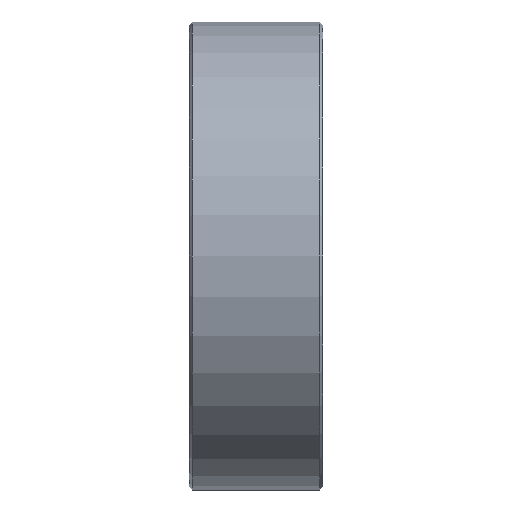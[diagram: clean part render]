
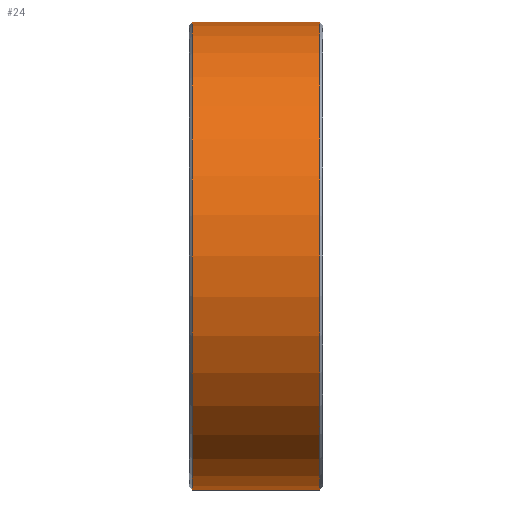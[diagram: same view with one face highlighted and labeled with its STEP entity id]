
A CAD part, left-side view. The second image highlights one B-rep face of the part: STEP entity #24.
In plain terms, the highlighted cylindrical face has radius 7 mm (diameter 14 mm), a partial arc.
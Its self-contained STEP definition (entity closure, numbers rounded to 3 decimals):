
#24 = ADVANCED_FACE ( 'NONE', ( #135 ), #571, .T. ) ;
#34 = EDGE_CURVE ( 'NONE', #623, #298, #973, .T. ) ;
#62 = LINE ( 'NONE', #366, #438 ) ;
#127 = CARTESIAN_POINT ( 'NONE',  ( 0., 1.9, -7. ) ) ;
#135 = FACE_OUTER_BOUND ( 'NONE', #718, .T. ) ;
#144 = VECTOR ( 'NONE', #158, 1000. ) ;
#151 = CIRCLE ( 'NONE', #547, 7. ) ;
#158 = DIRECTION ( 'NONE',  ( 0., -1., 0. ) ) ;
#207 = ORIENTED_EDGE ( 'NONE', *, *, #34, .T. ) ;
#274 = DIRECTION ( 'NONE',  ( 0., -1., 0. ) ) ;
#298 = VERTEX_POINT ( 'NONE', #932 ) ;
#334 = CARTESIAN_POINT ( 'NONE',  ( 0., 1.9, 7. ) ) ;
#338 = CARTESIAN_POINT ( 'NONE',  ( 0., -1.9, -7. ) ) ;
#366 = CARTESIAN_POINT ( 'NONE',  ( 0., 2., 7. ) ) ;
#369 = EDGE_CURVE ( 'NONE', #676, #623, #700, .T. ) ;
#438 = VECTOR ( 'NONE', #904, 1000. ) ;
#476 = CARTESIAN_POINT ( 'NONE',  ( 0., 2., -7. ) ) ;
#503 = ORIENTED_EDGE ( 'NONE', *, *, #369, .T. ) ;
#547 = AXIS2_PLACEMENT_3D ( 'NONE', #742, #274, #664 ) ;
#567 = AXIS2_PLACEMENT_3D ( 'NONE', #972, #814, #739 ) ;
#571 = CYLINDRICAL_SURFACE ( 'NONE', #678, 7. ) ;
#623 = VERTEX_POINT ( 'NONE', #338 ) ;
#644 = EDGE_CURVE ( 'NONE', #687, #676, #151, .T. ) ;
#658 = ORIENTED_EDGE ( 'NONE', *, *, #967, .F. ) ;
#663 = DIRECTION ( 'NONE',  ( 0., -1., 0. ) ) ;
#664 = DIRECTION ( 'NONE',  ( 0., 0., 1. ) ) ;
#676 = VERTEX_POINT ( 'NONE', #127 ) ;
#678 = AXIS2_PLACEMENT_3D ( 'NONE', #747, #663, #824 ) ;
#687 = VERTEX_POINT ( 'NONE', #334 ) ;
#700 = LINE ( 'NONE', #476, #144 ) ;
#718 = EDGE_LOOP ( 'NONE', ( #658, #889, #503, #207 ) ) ;
#739 = DIRECTION ( 'NONE',  ( 0., 0., 1. ) ) ;
#742 = CARTESIAN_POINT ( 'NONE',  ( 0., 1.9, 0. ) ) ;
#747 = CARTESIAN_POINT ( 'NONE',  ( 0., 2., 0. ) ) ;
#814 = DIRECTION ( 'NONE',  ( 0., 1., 0. ) ) ;
#824 = DIRECTION ( 'NONE',  ( 0., 0., -1. ) ) ;
#889 = ORIENTED_EDGE ( 'NONE', *, *, #644, .T. ) ;
#904 = DIRECTION ( 'NONE',  ( 0., -1., 0. ) ) ;
#932 = CARTESIAN_POINT ( 'NONE',  ( 0., -1.9, 7. ) ) ;
#967 = EDGE_CURVE ( 'NONE', #687, #298, #62, .T. ) ;
#972 = CARTESIAN_POINT ( 'NONE',  ( 0., -1.9, 0. ) ) ;
#973 = CIRCLE ( 'NONE', #567, 7. ) ;
